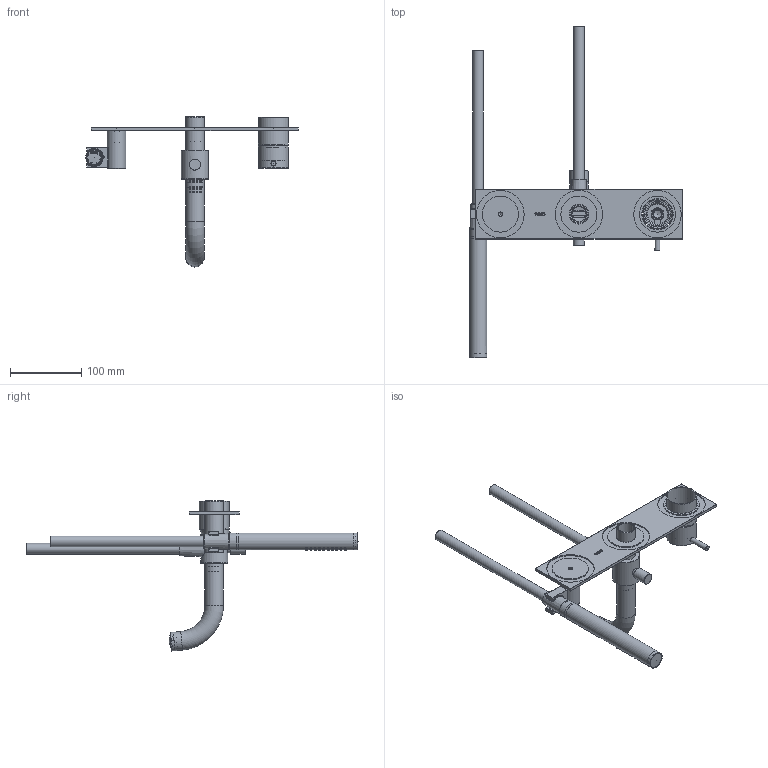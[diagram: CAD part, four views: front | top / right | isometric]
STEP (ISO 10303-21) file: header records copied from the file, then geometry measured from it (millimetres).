
FILE_DESCRIPTION(/* description */ ('Unknown'),/* implementation_level */ '2;1');
FILE_NAME(/* name */ 'CB127-00',/* time_stamp */ '2025-02-27T11:49:16+01:00',/* author */ ('Unknown'),/* organization */ ('Unknown'),/* preprocessor_version */ 'ST-DEVELOPER v19.4',/* originating_system */ 'Solid Edge',/* authorisation */ 'Unknown');
FILE_SCHEMA (('AUTOMOTIVE_DESIGN {1 0 10303 214 3 1 1}'));
Length unit declared in the file: millimetre
Products named in the file (26): CB127EXT-00; CB031-11; CB031-001_oa_0; CB031-12; CB003-08; CB026-07; CB26FL-00_oa_1; CB026-03; CB026-002_oa_2; CB026-30; CB026-003_oa_3; CB026-04; CB026-01; B077-001_oa_4; B077-27; CB026-004 new support 2022_oa_5; CB026-10 new support 2022; CB026-05 new; support 026-027; M017-00; M015-001; M354-00_oa_6; M354-001_oa_7; C101014_02100ZZ; A089014_00101ZZ; A064038_12900ZZ
Assembly tree (25 placements, depth 4):
  CB127EXT-00
    CB031-11
    CB031-001_oa_0
      CB031-12
      CB003-08
    CB026-07
    CB26FL-00_oa_1
      CB026-03
    CB026-002_oa_2
      CB026-30
    CB026-003_oa_3
      CB026-04
      CB026-01
    B077-001_oa_4
      B077-27
    CB026-004 new support 2022_oa_5
      CB026-10 new support 2022
      CB026-05 new
      support 026-027
    M017-00
    M015-001
    M354-00_oa_6
      M354-001_oa_7
        C101014_02100ZZ
        A089014_00101ZZ
        A064038_12900ZZ
Bounding box: 298.22 x 464.85 x 210.05 mm (x, y, z)
Volume: 285702 mm3; surface area: 194048.2 mm2
Topology: 18 solids, 18 shells, 1386 faces, 3570 edges, 2287 vertices
Faces by surface type: plane 411, cylinder 384, bspline 304, torus 144, cone 115, sphere 28
Full cylindrical faces by diameter (mm): 3.2 x40, 3.242 x5, 3.3 x2, 3.999 x1, 4.5 x1, 4.599 x1, 5 x2, 5.5 x1, 6 x2, 7 x1, 7.2 x1, 8.3 x1, 8.5 x1, 11 x1, 11.198 x1, 11.5 x1, 12 x1, 15 x4, 15.5 x1, 16 x1, 16.498 x1, 16.5 x2, 17.997 x1, 18 x1, 18.4 x1, 18.5 x1, 18.631 x4, 18.897 x1, 18.997 x1, 20.497 x2
Entity records: 56275 total; most frequent: CARTESIAN_POINT 23804, ORIENTED_EDGE 5928, DIRECTION 5247, EDGE_CURVE 2964, AXIS2_PLACEMENT_3D 2124, VERTEX_POINT 2076, FACE_BOUND 2038, EDGE_LOOP 2031
